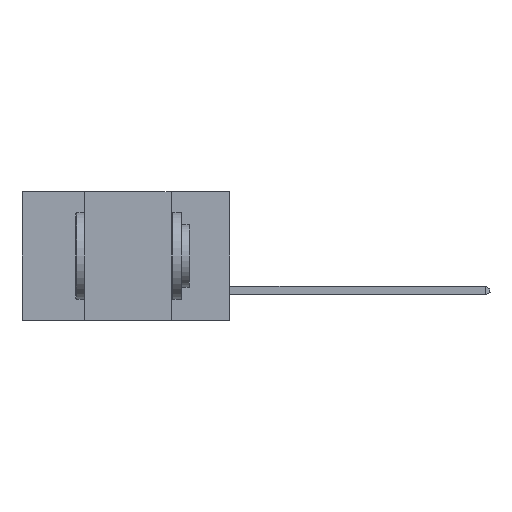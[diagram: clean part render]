
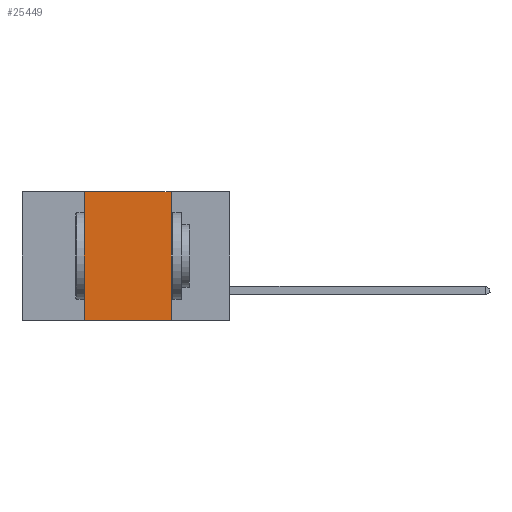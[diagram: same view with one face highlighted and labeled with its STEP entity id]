
A CAD part, left-side view. The second image highlights one B-rep face of the part: STEP entity #25449.
In plain terms, the highlighted planar face has unit normal (-1, 0, 0).
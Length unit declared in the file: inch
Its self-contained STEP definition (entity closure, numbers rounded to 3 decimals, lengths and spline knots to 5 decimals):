
#135 = CARTESIAN_POINT ( 'NONE',  ( 0., 0.6, 0. ) ) ;
#437 = DIRECTION ( 'NONE',  ( 0., 0., 1. ) ) ;
#636 = DIRECTION ( 'NONE',  ( 0., 0., -1. ) ) ;
#1600 = VERTEX_POINT ( 'NONE', #20854 ) ;
#2422 = VECTOR ( 'NONE', #6205, 39.37008 ) ;
#2823 = ORIENTED_EDGE ( 'NONE', *, *, #21547, .F. ) ;
#5370 = VERTEX_POINT ( 'NONE', #18403 ) ;
#6133 = VECTOR ( 'NONE', #437, 39.37008 ) ;
#6205 = DIRECTION ( 'NONE',  ( 0., -1., 0. ) ) ;
#6718 = ORIENTED_EDGE ( 'NONE', *, *, #20487, .T. ) ;
#7669 = LINE ( 'NONE', #14541, #20657 ) ;
#8613 = CARTESIAN_POINT ( 'NONE',  ( 0., 0.42, 0. ) ) ;
#11699 = DIRECTION ( 'NONE',  ( 1., 0., 0. ) ) ;
#11951 = CARTESIAN_POINT ( 'NONE',  ( 0., 0.6, 0. ) ) ;
#12036 = DIRECTION ( 'NONE',  ( 0., 0., -1. ) ) ;
#12549 = VECTOR ( 'NONE', #19911, 39.37008 ) ;
#12978 = LINE ( 'NONE', #8613, #6133 ) ;
#13426 = FACE_OUTER_BOUND ( 'NONE', #16685, .T. ) ;
#13646 = ORIENTED_EDGE ( 'NONE', *, *, #22010, .F. ) ;
#13955 = PLANE ( 'NONE',  #23078 ) ;
#14541 = CARTESIAN_POINT ( 'NONE',  ( 0., 0.17, 0. ) ) ;
#14659 = VERTEX_POINT ( 'NONE', #19196 ) ;
#15164 = CARTESIAN_POINT ( 'NONE',  ( 0., 0.42, -0.37 ) ) ;
#16685 = EDGE_LOOP ( 'NONE', ( #13646, #19882, #2823, #6718 ) ) ;
#18068 = CARTESIAN_POINT ( 'NONE',  ( 0., 0.6, -0.37 ) ) ;
#18403 = CARTESIAN_POINT ( 'NONE',  ( 0., 0.42, 0. ) ) ;
#19196 = CARTESIAN_POINT ( 'NONE',  ( 0., 0.17, 0. ) ) ;
#19882 = ORIENTED_EDGE ( 'NONE', *, *, #24400, .F. ) ;
#19911 = DIRECTION ( 'NONE',  ( 0., -1., 0. ) ) ;
#20487 = EDGE_CURVE ( 'NONE', #24195, #1600, #23554, .T. ) ;
#20657 = VECTOR ( 'NONE', #636, 39.37008 ) ;
#20854 = CARTESIAN_POINT ( 'NONE',  ( 0., 0.17, -0.37 ) ) ;
#21547 = EDGE_CURVE ( 'NONE', #24195, #5370, #12978, .T. ) ;
#21819 = LINE ( 'NONE', #135, #12549 ) ;
#22010 = EDGE_CURVE ( 'NONE', #14659, #1600, #7669, .T. ) ;
#23078 = AXIS2_PLACEMENT_3D ( 'NONE', #11951, #11699, #12036 ) ;
#23554 = LINE ( 'NONE', #18068, #2422 ) ;
#24195 = VERTEX_POINT ( 'NONE', #15164 ) ;
#24400 = EDGE_CURVE ( 'NONE', #5370, #14659, #21819, .T. ) ;
#25449 = ADVANCED_FACE ( 'NONE', ( #13426 ), #13955, .F. ) ;
